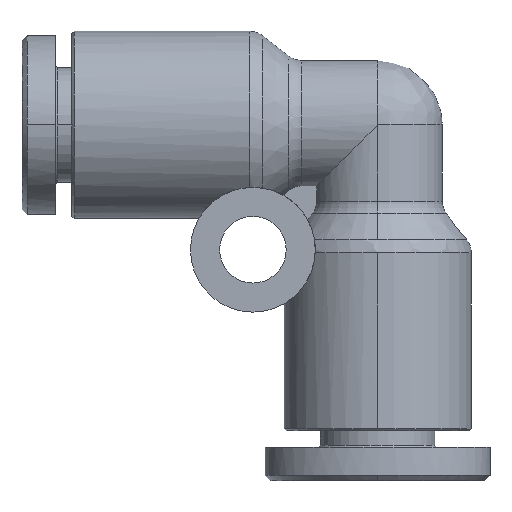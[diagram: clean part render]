
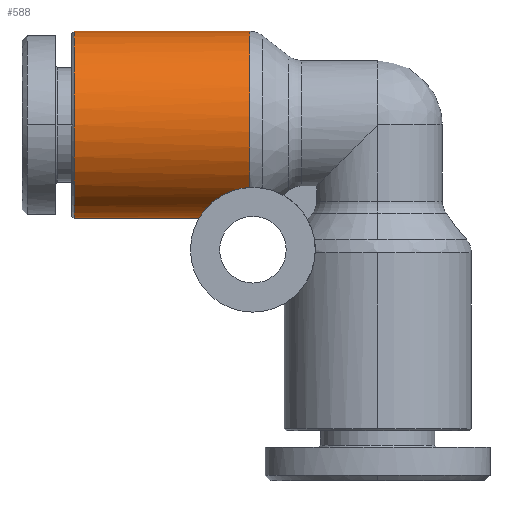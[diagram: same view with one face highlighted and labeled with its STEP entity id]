
A CAD part, front view. The second image highlights one B-rep face of the part: STEP entity #588.
In plain terms, the highlighted cylindrical face has radius 4.5 mm (diameter 9 mm), a partial arc.
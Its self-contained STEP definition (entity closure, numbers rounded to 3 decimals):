
#588 = ADVANCED_FACE ( 'NONE', ( #8339 ), #16533, .T. ) ;
#941 = VERTEX_POINT ( 'NONE', #17804 ) ;
#1011 = ORIENTED_EDGE ( 'NONE', *, *, #6970, .F. ) ;
#1205 = EDGE_CURVE ( 'NONE', #11703, #9352, #24445, .T. ) ;
#1333 = EDGE_CURVE ( 'NONE', #15187, #941, #6299, .T. ) ;
#1643 = EDGE_LOOP ( 'NONE', ( #1011, #11790, #17576, #14435, #20592, #22281 ) ) ;
#1925 = CARTESIAN_POINT ( 'NONE',  ( -4.55, 0., 4.5 ) ) ;
#2305 = CARTESIAN_POINT ( 'NONE',  ( -1.043, 0., 4.5 ) ) ;
#4322 = CIRCLE ( 'NONE', #20980, 4.5 ) ;
#5186 = VECTOR ( 'NONE', #19053, 1000. ) ;
#5916 = CARTESIAN_POINT ( 'NONE',  ( -3.498, 0., -4.5 ) ) ;
#6087 = LINE ( 'NONE', #1925, #14328 ) ;
#6299 = CIRCLE ( 'NONE', #11951, 4.5 ) ;
#6455 = CARTESIAN_POINT ( 'NONE',  ( -3.317, -1.621, -4.218 ) ) ;
#6970 = EDGE_CURVE ( 'NONE', #7157, #9352, #6087, .T. ) ;
#7157 = VERTEX_POINT ( 'NONE', #17092 ) ;
#7205 = DIRECTION ( 'NONE',  ( 1., 0., 0. ) ) ;
#8027 = CARTESIAN_POINT ( 'NONE',  ( -3.498, -0.419, -4.5 ) ) ;
#8315 = CARTESIAN_POINT ( 'NONE',  ( -1.043, -3.351, -3.003 ) ) ;
#8339 = FACE_OUTER_BOUND ( 'NONE', #1643, .T. ) ;
#8421 = DIRECTION ( 'NONE',  ( 0., 0., -1. ) ) ;
#9352 = VERTEX_POINT ( 'NONE', #2305 ) ;
#9530 = CARTESIAN_POINT ( 'NONE',  ( -3.498, 0., -4.5 ) ) ;
#10514 = DIRECTION ( 'NONE',  ( -1., 0., 0. ) ) ;
#11703 = VERTEX_POINT ( 'NONE', #20558 ) ;
#11790 = ORIENTED_EDGE ( 'NONE', *, *, #13941, .T. ) ;
#11833 = B_SPLINE_CURVE_WITH_KNOTS ( 'NONE', 3,
 ( #5916, #8027, #23156, #6455, #27423, #14733, #16843, #16935, #23069, #18969, #23252, #25113, #16576, #8315 ),
 .UNSPECIFIED., .F., .F.,
 ( 4, 2, 2, 2, 2, 2, 4 ),
 ( 0., 0.001, 0.002, 0.003, 0.004, 0.004, 0.005 ),
 .UNSPECIFIED. ) ;
#11951 = AXIS2_PLACEMENT_3D ( 'NONE', #16860, #16774, #8421 ) ;
#12851 = AXIS2_PLACEMENT_3D ( 'NONE', #18953, #10514, #23140 ) ;
#13294 = DIRECTION ( 'NONE',  ( 0., 0., -1. ) ) ;
#13941 = EDGE_CURVE ( 'NONE', #7157, #15187, #4322, .T. ) ;
#14328 = VECTOR ( 'NONE', #18947, 1000. ) ;
#14435 = ORIENTED_EDGE ( 'NONE', *, *, #25994, .T. ) ;
#14733 = CARTESIAN_POINT ( 'NONE',  ( -2.912, -2.463, -3.771 ) ) ;
#15187 = VERTEX_POINT ( 'NONE', #16417 ) ;
#16417 = CARTESIAN_POINT ( 'NONE',  ( -9.5, -4.5, 0. ) ) ;
#16533 = CYLINDRICAL_SURFACE ( 'NONE', #22371, 4.5 ) ;
#16576 = CARTESIAN_POINT ( 'NONE',  ( -1.254, -3.342, -3.013 ) ) ;
#16716 = CARTESIAN_POINT ( 'NONE',  ( -4.55, 0., 0. ) ) ;
#16731 = LINE ( 'NONE', #22584, #5186 ) ;
#16774 = DIRECTION ( 'NONE',  ( 1., 0., 0. ) ) ;
#16843 = CARTESIAN_POINT ( 'NONE',  ( -2.798, -2.608, -3.671 ) ) ;
#16860 = CARTESIAN_POINT ( 'NONE',  ( -9.5, 0., 0. ) ) ;
#16935 = CARTESIAN_POINT ( 'NONE',  ( -2.531, -2.861, -3.477 ) ) ;
#17092 = CARTESIAN_POINT ( 'NONE',  ( -9.5, 0., 4.5 ) ) ;
#17576 = ORIENTED_EDGE ( 'NONE', *, *, #1333, .T. ) ;
#17804 = CARTESIAN_POINT ( 'NONE',  ( -9.5, 0., -4.5 ) ) ;
#18664 = DIRECTION ( 'NONE',  ( 0., 0., -1. ) ) ;
#18947 = DIRECTION ( 'NONE',  ( 1., 0., 0. ) ) ;
#18953 = CARTESIAN_POINT ( 'NONE',  ( -1.043, 0., 0. ) ) ;
#18969 = CARTESIAN_POINT ( 'NONE',  ( -2.038, -3.148, -3.218 ) ) ;
#19053 = DIRECTION ( 'NONE',  ( 1., 0., 0. ) ) ;
#19904 = VERTEX_POINT ( 'NONE', #9530 ) ;
#20558 = CARTESIAN_POINT ( 'NONE',  ( -1.043, -3.351, -3.003 ) ) ;
#20592 = ORIENTED_EDGE ( 'NONE', *, *, #22697, .T. ) ;
#20789 = DIRECTION ( 'NONE',  ( 1., 0., 0. ) ) ;
#20980 = AXIS2_PLACEMENT_3D ( 'NONE', #25951, #7205, #13294 ) ;
#22281 = ORIENTED_EDGE ( 'NONE', *, *, #1205, .T. ) ;
#22371 = AXIS2_PLACEMENT_3D ( 'NONE', #16716, #20789, #18664 ) ;
#22584 = CARTESIAN_POINT ( 'NONE',  ( -4.55, 0., -4.5 ) ) ;
#22697 = EDGE_CURVE ( 'NONE', #19904, #11703, #11833, .T. ) ;
#23069 = CARTESIAN_POINT ( 'NONE',  ( -2.376, -2.972, -3.381 ) ) ;
#23140 = DIRECTION ( 'NONE',  ( 0., 0., -1. ) ) ;
#23156 = CARTESIAN_POINT ( 'NONE',  ( -3.468, -0.828, -4.442 ) ) ;
#23252 = CARTESIAN_POINT ( 'NONE',  ( -1.851, -3.217, -3.147 ) ) ;
#24445 = CIRCLE ( 'NONE', #12851, 4.5 ) ;
#25113 = CARTESIAN_POINT ( 'NONE',  ( -1.457, -3.314, -3.045 ) ) ;
#25951 = CARTESIAN_POINT ( 'NONE',  ( -9.5, 0., 0. ) ) ;
#25994 = EDGE_CURVE ( 'NONE', #941, #19904, #16731, .T. ) ;
#27423 = CARTESIAN_POINT ( 'NONE',  ( -3.201, -1.983, -4.057 ) ) ;
